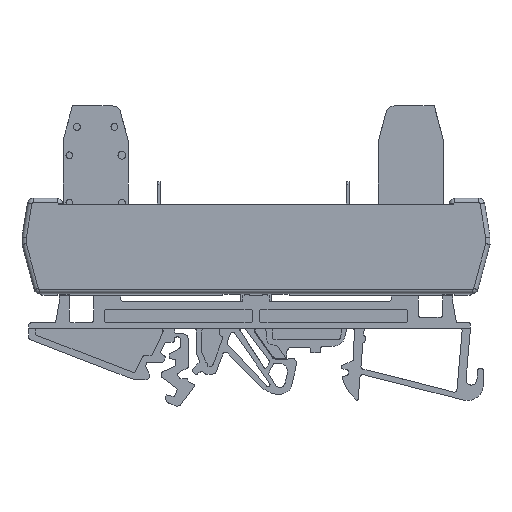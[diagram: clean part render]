
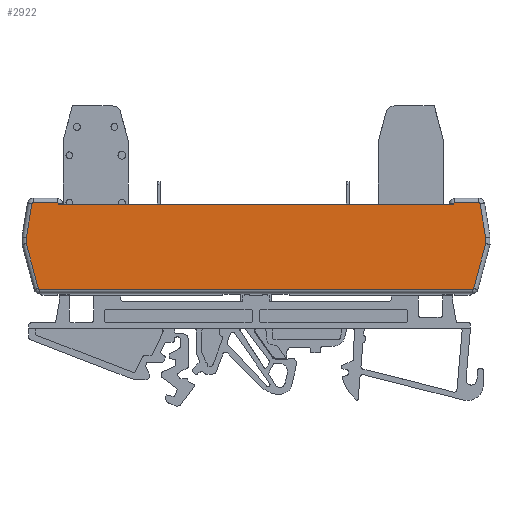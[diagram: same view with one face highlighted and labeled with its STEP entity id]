
A CAD part, left-side view. The second image highlights one B-rep face of the part: STEP entity #2922.
In plain terms, the highlighted face is planar.
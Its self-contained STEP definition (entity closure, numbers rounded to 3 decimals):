
#2922=ADVANCED_FACE('',(#5993),#5994,.F.);
#5993=FACE_OUTER_BOUND('',#9813,.T.);
#5994=PLANE('',#9814);
#9813=EDGE_LOOP('',(#13776,#13777,#13778,#13779,#13780,#13781,#13782,#13783,#13784,#13785,#13786,#13787,#13788,#13789,#13790,#13791,#13792,#13793));
#9814=AXIS2_PLACEMENT_3D('',#13794,#13795,#13796);
#13776=ORIENTED_EDGE('',*,*,#23955,.T.);
#13777=ORIENTED_EDGE('',*,*,#23956,.T.);
#13778=ORIENTED_EDGE('',*,*,#23957,.T.);
#13779=ORIENTED_EDGE('',*,*,#23958,.T.);
#13780=ORIENTED_EDGE('',*,*,#23959,.T.);
#13781=ORIENTED_EDGE('',*,*,#23960,.T.);
#13782=ORIENTED_EDGE('',*,*,#23961,.T.);
#13783=ORIENTED_EDGE('',*,*,#23962,.T.);
#13784=ORIENTED_EDGE('',*,*,#23963,.T.);
#13785=ORIENTED_EDGE('',*,*,#23964,.T.);
#13786=ORIENTED_EDGE('',*,*,#23965,.T.);
#13787=ORIENTED_EDGE('',*,*,#23966,.T.);
#13788=ORIENTED_EDGE('',*,*,#23967,.T.);
#13789=ORIENTED_EDGE('',*,*,#23968,.T.);
#13790=ORIENTED_EDGE('',*,*,#23969,.T.);
#13791=ORIENTED_EDGE('',*,*,#23970,.T.);
#13792=ORIENTED_EDGE('',*,*,#23971,.T.);
#13793=ORIENTED_EDGE('',*,*,#23972,.T.);
#13794=CARTESIAN_POINT('',(-44.118,16.502,0.8));
#13795=DIRECTION('',(0.0,0.0,-1.0));
#13796=DIRECTION('',(0.0,-1.0,0.0));
#23955=EDGE_CURVE('',#28274,#28275,#28276,.T.);
#23956=EDGE_CURVE('',#28275,#28277,#28278,.T.);
#23957=EDGE_CURVE('',#28277,#28279,#28280,.T.);
#23958=EDGE_CURVE('',#28279,#28281,#28282,.T.);
#23959=EDGE_CURVE('',#28281,#28283,#28284,.T.);
#23960=EDGE_CURVE('',#28283,#28285,#28286,.T.);
#23961=EDGE_CURVE('',#28285,#28287,#28288,.T.);
#23962=EDGE_CURVE('',#28287,#28289,#28290,.T.);
#23963=EDGE_CURVE('',#28289,#28291,#28292,.T.);
#23964=EDGE_CURVE('',#28291,#28293,#28294,.T.);
#23965=EDGE_CURVE('',#28293,#28295,#28296,.T.);
#23966=EDGE_CURVE('',#28295,#28297,#28298,.T.);
#23967=EDGE_CURVE('',#28297,#28299,#28300,.T.);
#23968=EDGE_CURVE('',#28299,#28301,#28302,.T.);
#23969=EDGE_CURVE('',#28301,#28303,#28304,.T.);
#23970=EDGE_CURVE('',#28303,#28305,#28306,.T.);
#23971=EDGE_CURVE('',#28305,#28307,#28308,.T.);
#23972=EDGE_CURVE('',#28307,#28274,#28309,.T.);
#28274=VERTEX_POINT('',#34661);
#28275=VERTEX_POINT('',#34662);
#28276=LINE('',#34663,#34664);
#28277=VERTEX_POINT('',#34665);
#28278=LINE('',#34666,#34667);
#28279=VERTEX_POINT('',#34668);
#28280=CIRCLE('',#34669,0.205);
#28281=VERTEX_POINT('',#34670);
#28282=LINE('',#34671,#34672);
#28283=VERTEX_POINT('',#34673);
#28284=CIRCLE('',#34674,0.205);
#28285=VERTEX_POINT('',#34675);
#28286=LINE('',#34676,#34677);
#28287=VERTEX_POINT('',#34678);
#28288=LINE('',#34679,#34680);
#28289=VERTEX_POINT('',#34681);
#28290=LINE('',#34682,#34683);
#28291=VERTEX_POINT('',#34684);
#28292=CIRCLE('',#34685,0.205);
#28293=VERTEX_POINT('',#34686);
#28294=LINE('',#34687,#34688);
#28295=VERTEX_POINT('',#34689);
#28296=CIRCLE('',#34690,0.205);
#28297=VERTEX_POINT('',#34691);
#28298=LINE('',#34692,#34693);
#28299=VERTEX_POINT('',#34694);
#28300=LINE('',#34695,#34696);
#28301=VERTEX_POINT('',#34697);
#28302=LINE('',#34698,#34699);
#28303=VERTEX_POINT('',#34700);
#28304=CIRCLE('',#34701,0.205);
#28305=VERTEX_POINT('',#34702);
#28306=LINE('',#34703,#34704);
#28307=VERTEX_POINT('',#34705);
#28308=CIRCLE('',#34706,0.205);
#28309=LINE('',#34707,#34708);
#34661=CARTESIAN_POINT('',(36.514,16.502,0.8));
#34662=CARTESIAN_POINT('',(-36.514,16.502,0.8));
#34663=CARTESIAN_POINT('',(35.714,16.502,0.8));
#34664=VECTOR('',#42681,1.0);
#34665=CARTESIAN_POINT('',(-36.514,16.699,0.8));
#34666=CARTESIAN_POINT('',(-36.514,16.502,0.8));
#34667=VECTOR('',#42682,1.0);
#34668=CARTESIAN_POINT('',(-36.719,16.902,0.8));
#34669=AXIS2_PLACEMENT_3D('',#42683,#42684,#42685);
#34670=CARTESIAN_POINT('',(-41.167,16.902,0.8));
#34671=CARTESIAN_POINT('',(-41.167,16.902,0.8));
#34672=VECTOR('',#42686,1.0);
#34673=CARTESIAN_POINT('',(-41.369,16.731,0.8));
#34674=AXIS2_PLACEMENT_3D('',#42687,#42688,#42689);
#34675=CARTESIAN_POINT('',(-42.402,10.483,0.8));
#34676=CARTESIAN_POINT('',(-42.413,10.418,0.8));
#34677=VECTOR('',#42690,1.0);
#34678=CARTESIAN_POINT('',(-42.402,9.308,0.8));
#34679=CARTESIAN_POINT('',(-42.402,9.203,0.8));
#34680=VECTOR('',#42691,1.0);
#34681=CARTESIAN_POINT('',(-40.189,1.05,0.8));
#34682=CARTESIAN_POINT('',(-40.189,1.05,0.8));
#34683=VECTOR('',#42692,1.0);
#34684=CARTESIAN_POINT('',(-39.991,0.899,0.8));
#34685=AXIS2_PLACEMENT_3D('',#42693,#42694,#42695);
#34686=CARTESIAN_POINT('',(39.991,0.899,0.8));
#34687=CARTESIAN_POINT('',(39.991,0.899,0.8));
#34688=VECTOR('',#42696,1.0);
#34689=CARTESIAN_POINT('',(40.189,1.05,0.8));
#34690=AXIS2_PLACEMENT_3D('',#42697,#42698,#42699);
#34691=CARTESIAN_POINT('',(42.402,9.308,0.8));
#34692=CARTESIAN_POINT('',(38.405,-5.609,0.8));
#34693=VECTOR('',#42700,1.0);
#34694=CARTESIAN_POINT('',(42.402,10.483,0.8));
#34695=CARTESIAN_POINT('',(42.402,16.502,0.8));
#34696=VECTOR('',#42701,1.0);
#34697=CARTESIAN_POINT('',(41.369,16.731,0.8));
#34698=CARTESIAN_POINT('',(39.133,30.263,0.8));
#34699=VECTOR('',#42702,1.0);
#34700=CARTESIAN_POINT('',(41.167,16.902,0.8));
#34701=AXIS2_PLACEMENT_3D('',#42703,#42704,#42705);
#34702=CARTESIAN_POINT('',(36.719,16.902,0.8));
#34703=CARTESIAN_POINT('',(-44.118,16.902,0.8));
#34704=VECTOR('',#42706,1.0);
#34705=CARTESIAN_POINT('',(36.514,16.699,0.8));
#34706=AXIS2_PLACEMENT_3D('',#42707,#42708,#42709);
#34707=CARTESIAN_POINT('',(36.514,16.502,0.8));
#34708=VECTOR('',#42710,1.0);
#42681=DIRECTION('',(-1.0,0.,0.0));
#42682=DIRECTION('',(0.0,1.0,0.0));
#42683=CARTESIAN_POINT('',(-36.719,16.698,0.8));
#42684=DIRECTION('',(0.0,0.0,1.0));
#42685=DIRECTION('',(-1.0,0.0,0.0));
#42686=DIRECTION('',(-1.0,0.,0.0));
#42687=CARTESIAN_POINT('',(-41.167,16.698,0.8));
#42688=DIRECTION('',(0.0,0.0,1.0));
#42689=DIRECTION('',(-1.0,0.0,0.0));
#42690=DIRECTION('',(-0.163,-0.987,0.0));
#42691=DIRECTION('',(0.0,-1.0,0.0));
#42692=DIRECTION('',(0.259,-0.966,0.0));
#42693=CARTESIAN_POINT('',(-39.991,1.103,0.8));
#42694=DIRECTION('',(0.0,0.0,1.0));
#42695=DIRECTION('',(-1.0,0.0,0.0));
#42696=DIRECTION('',(1.0,0.0,0.0));
#42697=CARTESIAN_POINT('',(39.991,1.103,0.8));
#42698=DIRECTION('',(0.0,0.0,1.0));
#42699=DIRECTION('',(-1.0,0.0,0.0));
#42700=DIRECTION('',(0.259,0.966,0.0));
#42701=DIRECTION('',(0.0,1.0,0.0));
#42702=DIRECTION('',(-0.163,0.987,0.0));
#42703=CARTESIAN_POINT('',(41.167,16.698,0.8));
#42704=DIRECTION('',(0.0,0.0,1.0));
#42705=DIRECTION('',(-1.0,0.0,0.0));
#42706=DIRECTION('',(-1.0,0.,0.0));
#42707=CARTESIAN_POINT('',(36.719,16.698,0.8));
#42708=DIRECTION('',(0.0,0.0,1.0));
#42709=DIRECTION('',(-1.0,0.0,0.0));
#42710=DIRECTION('',(0.0,-1.0,0.0));
